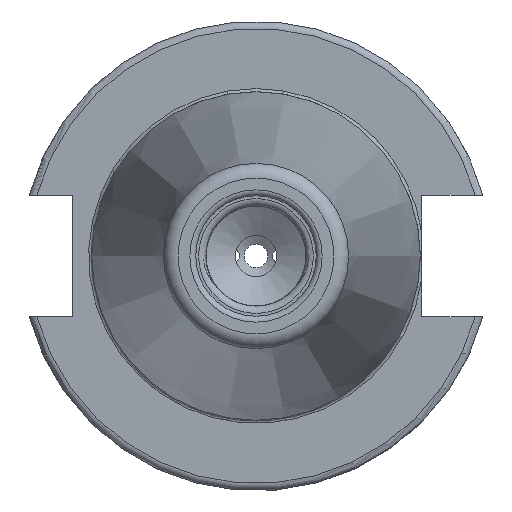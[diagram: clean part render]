
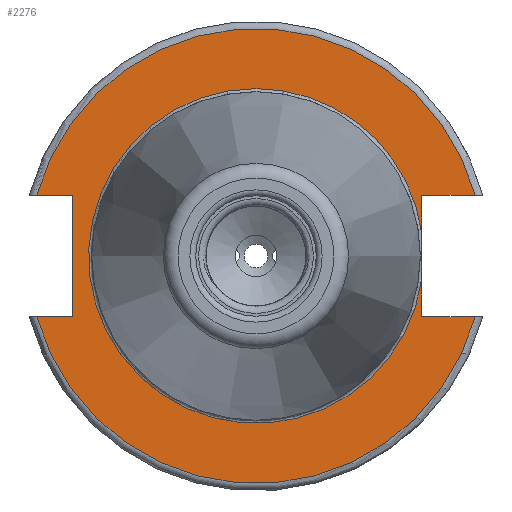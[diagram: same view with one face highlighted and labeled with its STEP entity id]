
A CAD part, left-side view. The second image highlights one B-rep face of the part: STEP entity #2276.
In plain terms, the highlighted planar face has unit normal (-1, 0, 0).
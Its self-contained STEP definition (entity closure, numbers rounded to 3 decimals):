
#86=PLANE('',#2489);
#208=FACE_OUTER_BOUND('',#338,.T.);
#338=EDGE_LOOP('',(#2070,#2071,#2072,#2073,#2074,#2075,#2076,#2077,#2078,
#2079,#2080));
#380=CIRCLE('',#2413,22.637);
#381=CIRCLE('',#2414,22.637);
#383=CIRCLE('',#2417,30.775);
#386=CIRCLE('',#2421,30.775);
#655=LINE('',#7292,#757);
#660=LINE('',#7350,#762);
#665=LINE('',#7406,#767);
#666=LINE('',#7410,#768);
#671=LINE('',#7468,#773);
#673=LINE('',#7471,#775);
#674=LINE('',#7484,#776);
#757=VECTOR('',#2793,10.);
#762=VECTOR('',#2800,10.);
#767=VECTOR('',#2807,10.);
#768=VECTOR('',#2810,10.);
#773=VECTOR('',#2817,10.);
#775=VECTOR('',#2819,10.);
#776=VECTOR('',#2822,10.);
#960=VERTEX_POINT('',#7290);
#961=VERTEX_POINT('',#7291);
#970=VERTEX_POINT('',#7348);
#971=VERTEX_POINT('',#7349);
#980=VERTEX_POINT('',#7408);
#981=VERTEX_POINT('',#7409);
#990=VERTEX_POINT('',#7466);
#991=VERTEX_POINT('',#7467);
#992=VERTEX_POINT('',#7470);
#993=VERTEX_POINT('',#7483);
#1004=VERTEX_POINT('',#7542);
#1270=EDGE_CURVE('',#960,#961,#655,.T.);
#1281=EDGE_CURVE('',#970,#971,#660,.T.);
#1292=EDGE_CURVE('',#971,#960,#665,.T.);
#1293=EDGE_CURVE('',#980,#981,#666,.T.);
#1304=EDGE_CURVE('',#990,#991,#671,.T.);
#1306=EDGE_CURVE('',#992,#980,#673,.T.);
#1308=EDGE_CURVE('',#993,#990,#674,.T.);
#1320=EDGE_CURVE('',#991,#1004,#380,.T.);
#1321=EDGE_CURVE('',#1004,#992,#381,.T.);
#1323=EDGE_CURVE('',#970,#981,#383,.T.);
#1326=EDGE_CURVE('',#993,#961,#386,.T.);
#2070=ORIENTED_EDGE('',*,*,#1270,.T.);
#2071=ORIENTED_EDGE('',*,*,#1326,.F.);
#2072=ORIENTED_EDGE('',*,*,#1308,.T.);
#2073=ORIENTED_EDGE('',*,*,#1304,.T.);
#2074=ORIENTED_EDGE('',*,*,#1320,.T.);
#2075=ORIENTED_EDGE('',*,*,#1321,.T.);
#2076=ORIENTED_EDGE('',*,*,#1306,.T.);
#2077=ORIENTED_EDGE('',*,*,#1293,.T.);
#2078=ORIENTED_EDGE('',*,*,#1323,.F.);
#2079=ORIENTED_EDGE('',*,*,#1281,.T.);
#2080=ORIENTED_EDGE('',*,*,#1292,.T.);
#2276=ADVANCED_FACE('',(#208),#86,.T.);
#2413=AXIS2_PLACEMENT_3D('',#7544,#2832,#2833);
#2414=AXIS2_PLACEMENT_3D('',#7545,#2834,#2835);
#2417=AXIS2_PLACEMENT_3D('',#7548,#2840,#2841);
#2421=AXIS2_PLACEMENT_3D('',#7552,#2848,#2849);
#2489=AXIS2_PLACEMENT_3D('',#9219,#2988,#2989);
#2793=DIRECTION('',(0.,1.,0.));
#2800=DIRECTION('',(0.,-1.,0.));
#2807=DIRECTION('',(0.,0.,-1.));
#2810=DIRECTION('',(0.,-1.,0.));
#2817=DIRECTION('',(0.,0.,1.));
#2819=DIRECTION('',(0.,0.,1.));
#2822=DIRECTION('',(0.,1.,0.));
#2832=DIRECTION('center_axis',(1.,0.,0.));
#2833=DIRECTION('ref_axis',(0.,0.,-1.));
#2834=DIRECTION('center_axis',(1.,0.,0.));
#2835=DIRECTION('ref_axis',(0.,0.,-1.));
#2840=DIRECTION('center_axis',(1.,0.,0.));
#2841=DIRECTION('ref_axis',(0.,0.,-1.));
#2848=DIRECTION('center_axis',(1.,0.,0.));
#2849=DIRECTION('ref_axis',(0.,0.,-1.));
#2988=DIRECTION('center_axis',(-1.,0.,0.));
#2989=DIRECTION('ref_axis',(0.,0.,1.));
#7290=CARTESIAN_POINT('',(1.,24.8,-8.19));
#7291=CARTESIAN_POINT('',(1.,29.665,-8.19));
#7292=CARTESIAN_POINT('',(1.,40.288,-8.19));
#7348=CARTESIAN_POINT('',(1.,29.665,8.19));
#7349=CARTESIAN_POINT('',(1.,24.8,8.19));
#7350=CARTESIAN_POINT('',(1.,27.788,8.19));
#7406=CARTESIAN_POINT('',(1.,24.8,-4.095));
#7408=CARTESIAN_POINT('',(1.,-22.41,8.19));
#7409=CARTESIAN_POINT('',(1.,-29.665,8.19));
#7410=CARTESIAN_POINT('',(1.,-8.317,8.19));
#7466=CARTESIAN_POINT('',(1.,-22.41,-8.19));
#7467=CARTESIAN_POINT('',(1.,-22.41,-3.198));
#7468=CARTESIAN_POINT('',(1.,-22.41,4.095));
#7470=CARTESIAN_POINT('',(1.,-22.41,3.198));
#7471=CARTESIAN_POINT('',(1.,-22.41,4.095));
#7483=CARTESIAN_POINT('',(1.,-29.665,-8.19));
#7484=CARTESIAN_POINT('',(1.,4.183,-8.19));
#7542=CARTESIAN_POINT('',(1.,0.,22.637));
#7544=CARTESIAN_POINT('Origin',(1.,0.,
0.));
#7545=CARTESIAN_POINT('Origin',(1.,0.,
0.));
#7548=CARTESIAN_POINT('Origin',(1.,0.,
0.));
#7552=CARTESIAN_POINT('Origin',(1.,0.,
0.));
#9219=CARTESIAN_POINT('Origin',(1.,30.775,0.));
